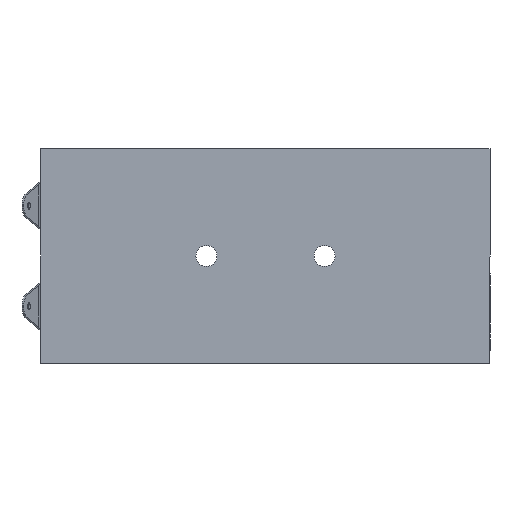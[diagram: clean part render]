
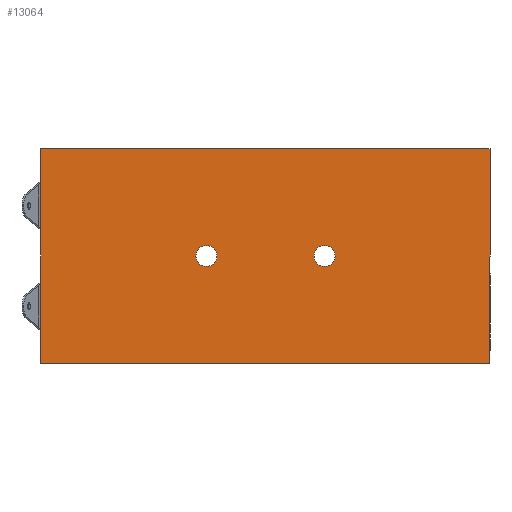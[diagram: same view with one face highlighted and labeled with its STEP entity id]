
A CAD part, front view. The second image highlights one B-rep face of the part: STEP entity #13064.
In plain terms, the highlighted planar face has unit normal (0, -1, 0).
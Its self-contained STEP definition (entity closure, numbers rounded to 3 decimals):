
#330 = EDGE_CURVE ( 'NONE', #9526, #2137, #13636, .T. ) ;
#331 = LINE ( 'NONE', #990, #2167 ) ;
#405 = EDGE_CURVE ( 'NONE', #2137, #9526, #12471, .T. ) ;
#458 = DIRECTION ( 'NONE',  ( -1., 0., 0. ) ) ;
#906 = DIRECTION ( 'NONE',  ( 0., 0., 1. ) ) ;
#990 = CARTESIAN_POINT ( 'NONE',  ( -25.655, 0., 0. ) ) ;
#1129 = VERTEX_POINT ( 'NONE', #11471 ) ;
#1269 = LINE ( 'NONE', #13344, #9518 ) ;
#1399 = EDGE_CURVE ( 'NONE', #13417, #12452, #5435, .T. ) ;
#1569 = ORIENTED_EDGE ( 'NONE', *, *, #13414, .T. ) ;
#1639 = AXIS2_PLACEMENT_3D ( 'NONE', #11488, #13727, #2885 ) ;
#1748 = CARTESIAN_POINT ( 'NONE',  ( 0., 0., 0. ) ) ;
#2137 = VERTEX_POINT ( 'NONE', #5942 ) ;
#2167 = VECTOR ( 'NONE', #4429, 1000. ) ;
#2275 = VERTEX_POINT ( 'NONE', #3256 ) ;
#2577 = CARTESIAN_POINT ( 'NONE',  ( 6.755, 0., 6.128 ) ) ;
#2885 = DIRECTION ( 'NONE',  ( 0., 0., 1. ) ) ;
#2945 = ORIENTED_EDGE ( 'NONE', *, *, #9299, .T. ) ;
#3256 = CARTESIAN_POINT ( 'NONE',  ( -25.655, 0., -6.127 ) ) ;
#3264 = AXIS2_PLACEMENT_3D ( 'NONE', #11758, #10622, #12799 ) ;
#3525 = FACE_BOUND ( 'NONE', #9060, .T. ) ;
#3657 = EDGE_LOOP ( 'NONE', ( #12677, #2945, #8167, #1569 ) ) ;
#3985 = ORIENTED_EDGE ( 'NONE', *, *, #12835, .T. ) ;
#4429 = DIRECTION ( 'NONE',  ( 0., 0., -1. ) ) ;
#4741 = DIRECTION ( 'NONE',  ( 0., 0., 1. ) ) ;
#4886 = AXIS2_PLACEMENT_3D ( 'NONE', #7497, #9669, #7542 ) ;
#4889 = EDGE_CURVE ( 'NONE', #1129, #10384, #1269, .T. ) ;
#5340 = ORIENTED_EDGE ( 'NONE', *, *, #330, .T. ) ;
#5349 = ORIENTED_EDGE ( 'NONE', *, *, #1399, .T. ) ;
#5435 = CIRCLE ( 'NONE', #4886, 1.2 ) ;
#5761 = VECTOR ( 'NONE', #458, 1000. ) ;
#5942 = CARTESIAN_POINT ( 'NONE',  ( -6.745, 0., 7.328 ) ) ;
#5949 = LINE ( 'NONE', #9210, #5761 ) ;
#5981 = CARTESIAN_POINT ( 'NONE',  ( -25.655, 0., 18.383 ) ) ;
#7497 = CARTESIAN_POINT ( 'NONE',  ( 6.755, 0., 6.128 ) ) ;
#7542 = DIRECTION ( 'NONE',  ( 0., 0., 1. ) ) ;
#7877 = ORIENTED_EDGE ( 'NONE', *, *, #405, .T. ) ;
#8167 = ORIENTED_EDGE ( 'NONE', *, *, #11063, .T. ) ;
#8275 = CARTESIAN_POINT ( 'NONE',  ( -6.745, 0., 4.928 ) ) ;
#8308 = AXIS2_PLACEMENT_3D ( 'NONE', #2577, #9139, #4741 ) ;
#8440 = FACE_BOUND ( 'NONE', #12133, .T. ) ;
#9060 = EDGE_LOOP ( 'NONE', ( #5349, #3985 ) ) ;
#9111 = DIRECTION ( 'NONE',  ( 0., 0., -1. ) ) ;
#9139 = DIRECTION ( 'NONE',  ( 0., 1., 0. ) ) ;
#9210 = CARTESIAN_POINT ( 'NONE',  ( 0., 0., 18.383 ) ) ;
#9299 = EDGE_CURVE ( 'NONE', #1129, #10226, #5949, .T. ) ;
#9518 = VECTOR ( 'NONE', #9111, 1000. ) ;
#9526 = VERTEX_POINT ( 'NONE', #8275 ) ;
#9669 = DIRECTION ( 'NONE',  ( 0., 1., 0. ) ) ;
#10130 = CARTESIAN_POINT ( 'NONE',  ( 0., 0., -6.127 ) ) ;
#10226 = VERTEX_POINT ( 'NONE', #5981 ) ;
#10384 = VERTEX_POINT ( 'NONE', #13143 ) ;
#10597 = DIRECTION ( 'NONE',  ( 0., 1., 0. ) ) ;
#10622 = DIRECTION ( 'NONE',  ( 0., 1., 0. ) ) ;
#10817 = DIRECTION ( 'NONE',  ( 1., 0., 0. ) ) ;
#11063 = EDGE_CURVE ( 'NONE', #10226, #2275, #331, .T. ) ;
#11285 = AXIS2_PLACEMENT_3D ( 'NONE', #1748, #10597, #906 ) ;
#11471 = CARTESIAN_POINT ( 'NONE',  ( 25.655, 0., 18.383 ) ) ;
#11488 = CARTESIAN_POINT ( 'NONE',  ( -6.745, 0., 6.128 ) ) ;
#11586 = PLANE ( 'NONE',  #11285 ) ;
#11758 = CARTESIAN_POINT ( 'NONE',  ( -6.745, 0., 6.128 ) ) ;
#11953 = CIRCLE ( 'NONE', #8308, 1.2 ) ;
#12128 = LINE ( 'NONE', #10130, #12802 ) ;
#12133 = EDGE_LOOP ( 'NONE', ( #7877, #5340 ) ) ;
#12452 = VERTEX_POINT ( 'NONE', #13855 ) ;
#12471 = CIRCLE ( 'NONE', #3264, 1.2 ) ;
#12677 = ORIENTED_EDGE ( 'NONE', *, *, #4889, .F. ) ;
#12799 = DIRECTION ( 'NONE',  ( 0., 0., 1. ) ) ;
#12802 = VECTOR ( 'NONE', #10817, 1000. ) ;
#12835 = EDGE_CURVE ( 'NONE', #12452, #13417, #11953, .T. ) ;
#12989 = CARTESIAN_POINT ( 'NONE',  ( 6.755, 0., 7.328 ) ) ;
#13064 = ADVANCED_FACE ( 'NONE', ( #8440, #3525, #13144 ), #11586, .F. ) ;
#13143 = CARTESIAN_POINT ( 'NONE',  ( 25.655, 0., -6.127 ) ) ;
#13144 = FACE_OUTER_BOUND ( 'NONE', #3657, .T. ) ;
#13344 = CARTESIAN_POINT ( 'NONE',  ( 25.655, 0., 0. ) ) ;
#13414 = EDGE_CURVE ( 'NONE', #2275, #10384, #12128, .T. ) ;
#13417 = VERTEX_POINT ( 'NONE', #12989 ) ;
#13636 = CIRCLE ( 'NONE', #1639, 1.2 ) ;
#13727 = DIRECTION ( 'NONE',  ( 0., 1., 0. ) ) ;
#13855 = CARTESIAN_POINT ( 'NONE',  ( 6.755, 0., 4.928 ) ) ;
